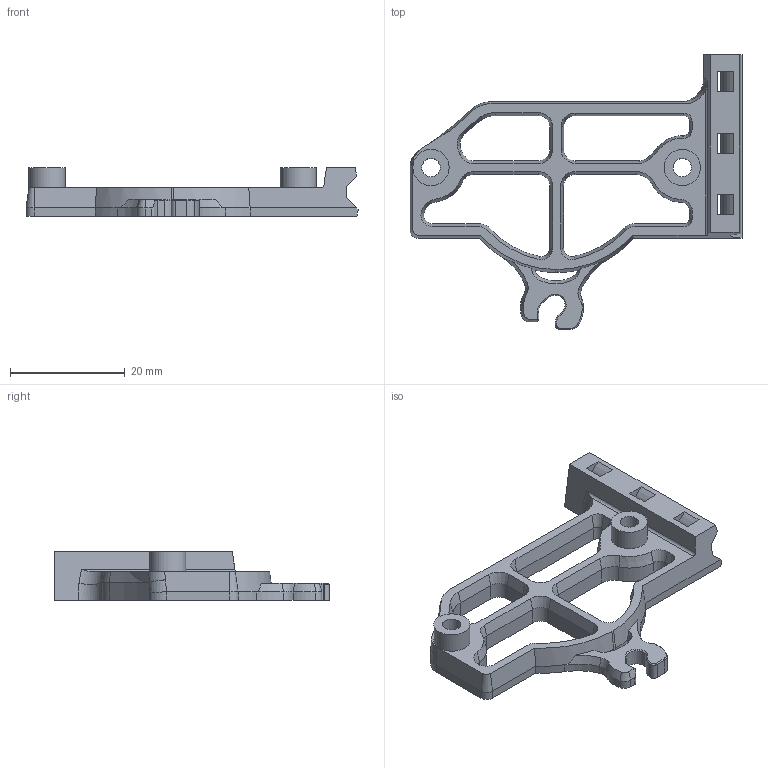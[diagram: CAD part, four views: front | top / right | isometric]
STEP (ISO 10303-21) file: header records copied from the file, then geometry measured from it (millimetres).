
FILE_DESCRIPTION(/* description */ ('STEP AP242','CAx-IF Rec.Pracs.---Representation and Presentation of Product Manufacturing Information (PMI)---4.0---2014-10-13','CAx-IF Rec.Pracs.---3D Tessellated Geometry---0.4---2014-09-14','2;1'),/* implementation_level */ '2;1');
FILE_NAME(/* name */ '6566cd39cba31b59a1244f78',/* time_stamp */ '2023-11-29T05:33:46Z',/* author */ (''),/* organization */ (''),/* preprocessor_version */ 'ST-DEVELOPER v19.4',/* originating_system */ ' ',/* authorisation */ ' ');
FILE_SCHEMA (('AP242_MANAGED_MODEL_BASED_3D_ENGINEERING_MIM_LF { 1 0 10303 442 1 1 4 }'));
Length unit declared in the file: metre
Products named in the file (1): EBB36 Mount - Sherpa-Mini [strain relief]
Bounding box: 57.93 x 47.91 x 8.5 mm (x, y, z)
Volume: 4364.2 mm3; surface area: 4539.7 mm2
Topology: 1 solids, 1 shells, 201 faces, 523 edges, 323 vertices
Faces by surface type: plane 76, cylinder 70, cone 51, bspline 4
Full cylindrical faces by diameter (mm): 3.2 x2, 6.337 x2
Entity records: 6286 total; most frequent: CARTESIAN_POINT 1314, DIRECTION 1051, ORIENTED_EDGE 1030, EDGE_CURVE 515, AXIS2_PLACEMENT_3D 386, VERTEX_POINT 320, LINE 279, VECTOR 279
